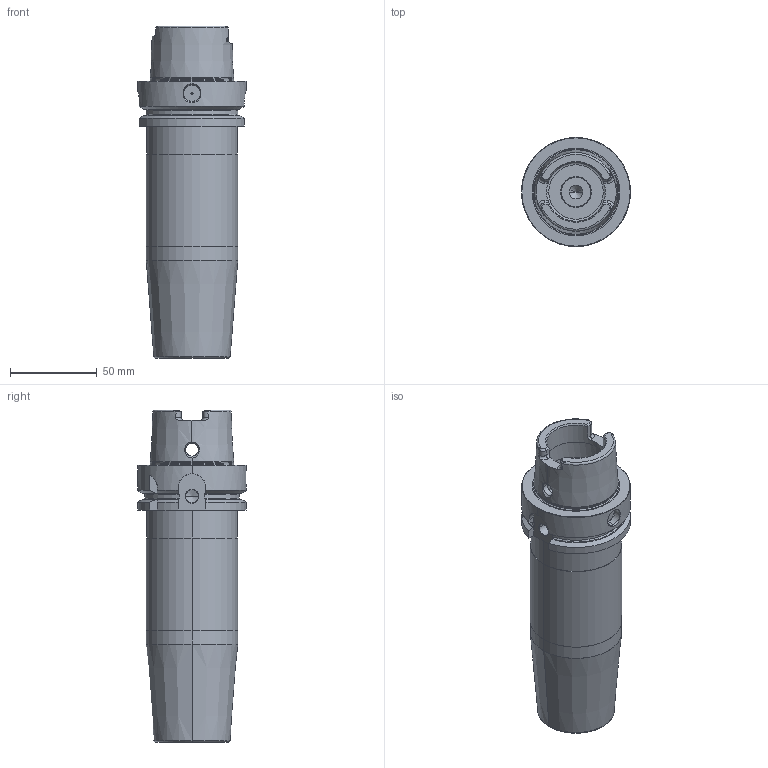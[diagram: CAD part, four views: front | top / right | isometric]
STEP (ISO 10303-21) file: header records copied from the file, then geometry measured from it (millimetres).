
FILE_DESCRIPTION((''),'2;1');
FILE_NAME('607993629-000-00-E43','2023-09-19T11:20:34',('liebchenm'),(''),'CREO PARAMETRIC BY PTC INC, 2021184','CREO PARAMETRIC BY PTC INC, 2021184','');
FILE_SCHEMA(('AP242_MANAGED_MODEL_BASED_3D_ENGINEERING_MIM_LF { 1 0 10303 442 1 1 4 }'));
Length unit declared in the file: millimetre
Products named in the file (1): 607993629-000-00-E43
Bounding box: 63 x 63 x 191.9 mm (x, y, z)
Volume: 311241.9 mm3; surface area: 49489 mm2
Topology: 1 solids, 2 shells, 172 faces, 432 edges, 268 vertices
Faces by surface type: cylinder 53, plane 51, cone 44, torus 24
Entity records: 8314 total; most frequent: CARTESIAN_POINT 2654, DIRECTION 860, ORIENTED_EDGE 852, PRESENTATION_STYLE_ASSIGNMENT 433, STYLED_ITEM 433, CURVE_STYLE 431, EDGE_CURVE 428, AXIS2_PLACEMENT_3D 351
